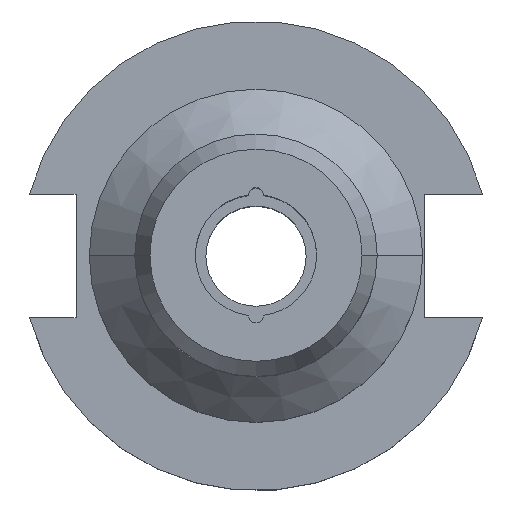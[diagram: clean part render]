
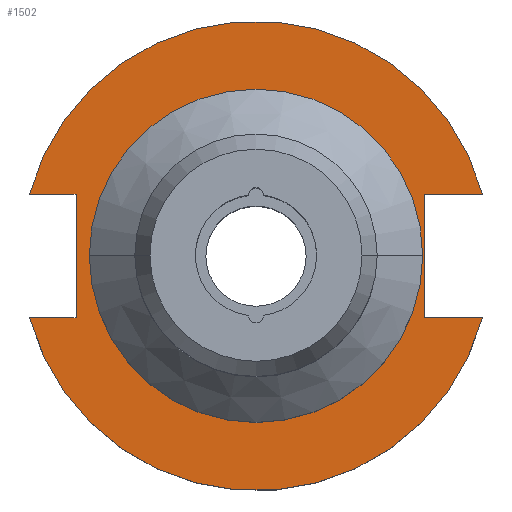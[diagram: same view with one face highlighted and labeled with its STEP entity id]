
A CAD part, top view. The second image highlights one B-rep face of the part: STEP entity #1502.
In plain terms, the highlighted planar face has unit normal (0, 0, 1).
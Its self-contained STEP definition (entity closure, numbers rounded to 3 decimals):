
#44 = VERTEX_POINT ( 'NONE', #1184 ) ;
#114 = ORIENTED_EDGE ( 'NONE', *, *, #1193, .F. ) ;
#126 = CARTESIAN_POINT ( 'NONE',  ( -63.719, 12.954, 19.05 ) ) ;
#132 = DIRECTION ( 'NONE',  ( -1., 0., 0. ) ) ;
#134 = VERTEX_POINT ( 'NONE', #919 ) ;
#193 = ORIENTED_EDGE ( 'NONE', *, *, #409, .F. ) ;
#198 = ORIENTED_EDGE ( 'NONE', *, *, #298, .F. ) ;
#266 = ORIENTED_EDGE ( 'NONE', *, *, #1350, .T. ) ;
#275 = LINE ( 'NONE', #1438, #1828 ) ;
#277 = ORIENTED_EDGE ( 'NONE', *, *, #1241, .T. ) ;
#294 = CARTESIAN_POINT ( 'NONE',  ( 0., 0., 19.05 ) ) ;
#295 = CIRCLE ( 'NONE', #340, 34.925 ) ;
#298 = EDGE_CURVE ( 'NONE', #44, #1653, #295, .T. ) ;
#305 = CARTESIAN_POINT ( 'NONE',  ( -37.719, 12.954, 19.05 ) ) ;
#337 = VERTEX_POINT ( 'NONE', #1731 ) ;
#340 = AXIS2_PLACEMENT_3D ( 'NONE', #668, #1724, #822 ) ;
#401 = DIRECTION ( 'NONE',  ( 0., 0., 1. ) ) ;
#409 = EDGE_CURVE ( 'NONE', #1054, #1634, #995, .T. ) ;
#445 = DIRECTION ( 'NONE',  ( 1., 0., 0. ) ) ;
#467 = VERTEX_POINT ( 'NONE', #1250 ) ;
#473 = DIRECTION ( 'NONE',  ( 1., 0., 0. ) ) ;
#474 = ORIENTED_EDGE ( 'NONE', *, *, #1231, .F. ) ;
#485 = AXIS2_PLACEMENT_3D ( 'NONE', #885, #1937, #1033 ) ;
#492 = CIRCLE ( 'NONE', #1316, 49.212 ) ;
#502 = VECTOR ( 'NONE', #132, 1000. ) ;
#507 = ORIENTED_EDGE ( 'NONE', *, *, #658, .F. ) ;
#561 = FACE_BOUND ( 'NONE', #1676, .T. ) ;
#576 = CARTESIAN_POINT ( 'NONE',  ( 35.306, 12.954, 19.05 ) ) ;
#600 = VECTOR ( 'NONE', #795, 1000. ) ;
#624 = CIRCLE ( 'NONE', #688, 49.212 ) ;
#647 = CARTESIAN_POINT ( 'NONE',  ( 35.306, -12.954, 19.05 ) ) ;
#658 = EDGE_CURVE ( 'NONE', #134, #741, #1704, .T. ) ;
#668 = CARTESIAN_POINT ( 'NONE',  ( 0., 0., 19.05 ) ) ;
#672 = LINE ( 'NONE', #576, #1873 ) ;
#688 = AXIS2_PLACEMENT_3D ( 'NONE', #294, #1334, #445 ) ;
#695 = EDGE_CURVE ( 'NONE', #1425, #1469, #1647, .T. ) ;
#703 = ORIENTED_EDGE ( 'NONE', *, *, #1696, .F. ) ;
#706 = CARTESIAN_POINT ( 'NONE',  ( -37.719, 12.954, 19.05 ) ) ;
#721 = ORIENTED_EDGE ( 'NONE', *, *, #1493, .F. ) ;
#741 = VERTEX_POINT ( 'NONE', #1878 ) ;
#795 = DIRECTION ( 'NONE',  ( 1., 0., 0. ) ) ;
#822 = DIRECTION ( 'NONE',  ( 1., 0., 0. ) ) ;
#823 = CARTESIAN_POINT ( 'NONE',  ( 47.477, -12.954, 19.05 ) ) ;
#867 = CARTESIAN_POINT ( 'NONE',  ( 35.306, 12.954, 19.05 ) ) ;
#885 = CARTESIAN_POINT ( 'NONE',  ( 0., 0., 19.05 ) ) ;
#919 = CARTESIAN_POINT ( 'NONE',  ( 47.477, 12.954, 19.05 ) ) ;
#940 = ORIENTED_EDGE ( 'NONE', *, *, #695, .F. ) ;
#995 = LINE ( 'NONE', #647, #600 ) ;
#999 = LINE ( 'NONE', #305, #1348 ) ;
#1023 = DIRECTION ( 'NONE',  ( 0., -1., 0. ) ) ;
#1033 = DIRECTION ( 'NONE',  ( 1., 0., 0. ) ) ;
#1054 = VERTEX_POINT ( 'NONE', #1394 ) ;
#1055 = PLANE ( 'NONE',  #1083 ) ;
#1060 = CIRCLE ( 'NONE', #485, 34.925 ) ;
#1083 = AXIS2_PLACEMENT_3D ( 'NONE', #1511, #1356, #473 ) ;
#1184 = CARTESIAN_POINT ( 'NONE',  ( 34.925, 0., 19.05 ) ) ;
#1189 = CARTESIAN_POINT ( 'NONE',  ( -47.477, 12.954, 19.05 ) ) ;
#1193 = EDGE_CURVE ( 'NONE', #741, #1054, #672, .T. ) ;
#1199 = DIRECTION ( 'NONE',  ( 0., 1., 0. ) ) ;
#1202 = EDGE_LOOP ( 'NONE', ( #277, #193, #114, #507, #266, #940, #721, #703 ) ) ;
#1231 = EDGE_CURVE ( 'NONE', #1653, #44, #1060, .T. ) ;
#1237 = VECTOR ( 'NONE', #1339, 1000. ) ;
#1241 = EDGE_CURVE ( 'NONE', #467, #1634, #624, .T. ) ;
#1250 = CARTESIAN_POINT ( 'NONE',  ( -47.477, -12.954, 19.05 ) ) ;
#1281 = CARTESIAN_POINT ( 'NONE',  ( 0., 0., 19.05 ) ) ;
#1316 = AXIS2_PLACEMENT_3D ( 'NONE', #1281, #401, #1445 ) ;
#1334 = DIRECTION ( 'NONE',  ( 0., 0., 1. ) ) ;
#1339 = DIRECTION ( 'NONE',  ( -1., 0., 0. ) ) ;
#1348 = VECTOR ( 'NONE', #1199, 1000. ) ;
#1350 = EDGE_CURVE ( 'NONE', #134, #1469, #492, .T. ) ;
#1356 = DIRECTION ( 'NONE',  ( 0., 0., 1. ) ) ;
#1394 = CARTESIAN_POINT ( 'NONE',  ( 35.306, -12.954, 19.05 ) ) ;
#1425 = VERTEX_POINT ( 'NONE', #706 ) ;
#1438 = CARTESIAN_POINT ( 'NONE',  ( -63.719, -12.954, 19.05 ) ) ;
#1445 = DIRECTION ( 'NONE',  ( 1., 0., 0. ) ) ;
#1469 = VERTEX_POINT ( 'NONE', #1189 ) ;
#1493 = EDGE_CURVE ( 'NONE', #337, #1425, #999, .T. ) ;
#1502 = ADVANCED_FACE ( 'NONE', ( #561, #1808 ), #1055, .T. ) ;
#1511 = CARTESIAN_POINT ( 'NONE',  ( 0., 49.212, 19.05 ) ) ;
#1586 = DIRECTION ( 'NONE',  ( 1., 0., 0. ) ) ;
#1634 = VERTEX_POINT ( 'NONE', #823 ) ;
#1647 = LINE ( 'NONE', #126, #1237 ) ;
#1653 = VERTEX_POINT ( 'NONE', #1732 ) ;
#1676 = EDGE_LOOP ( 'NONE', ( #198, #474 ) ) ;
#1696 = EDGE_CURVE ( 'NONE', #467, #337, #275, .T. ) ;
#1704 = LINE ( 'NONE', #867, #502 ) ;
#1724 = DIRECTION ( 'NONE',  ( 0., 0., 1. ) ) ;
#1731 = CARTESIAN_POINT ( 'NONE',  ( -37.719, -12.954, 19.05 ) ) ;
#1732 = CARTESIAN_POINT ( 'NONE',  ( -34.925, 0., 19.05 ) ) ;
#1808 = FACE_OUTER_BOUND ( 'NONE', #1202, .T. ) ;
#1828 = VECTOR ( 'NONE', #1586, 1000. ) ;
#1873 = VECTOR ( 'NONE', #1023, 1000. ) ;
#1878 = CARTESIAN_POINT ( 'NONE',  ( 35.306, 12.954, 19.05 ) ) ;
#1937 = DIRECTION ( 'NONE',  ( 0., 0., 1. ) ) ;
